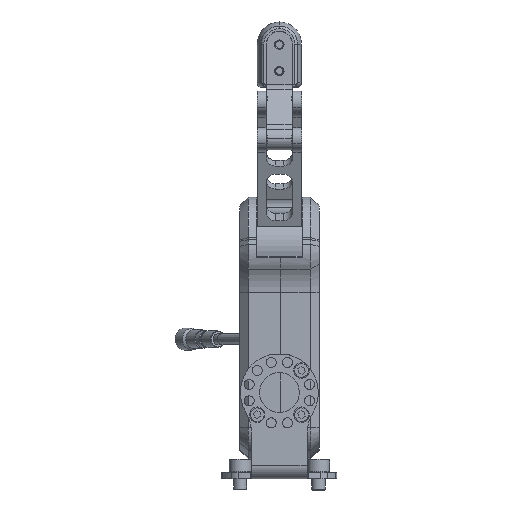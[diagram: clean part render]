
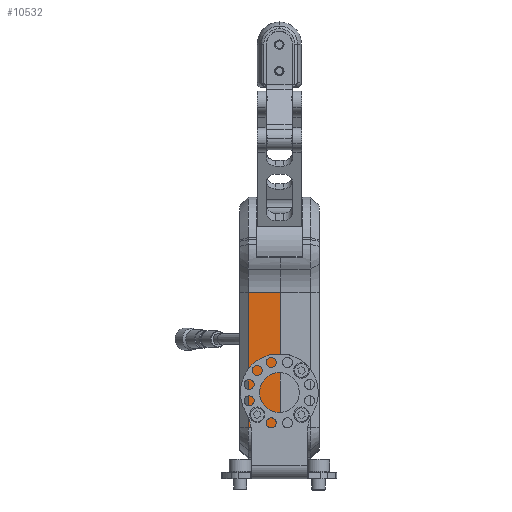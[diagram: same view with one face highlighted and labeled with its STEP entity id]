
A CAD part, left-side view. The second image highlights one B-rep face of the part: STEP entity #10532.
In plain terms, the highlighted planar face has unit normal (-1, 0, 0).
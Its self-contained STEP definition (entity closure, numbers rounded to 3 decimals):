
#175 = EDGE_CURVE ( 'NONE', #8828, #9111, #6521, .T. ) ;
#403 = DIRECTION ( 'NONE',  ( 0., 0., 1. ) ) ;
#412 = DIRECTION ( 'NONE',  ( -1., 0., 0. ) ) ;
#428 = CARTESIAN_POINT ( 'NONE',  ( -27., 1., -21. ) ) ;
#922 = CARTESIAN_POINT ( 'NONE',  ( -27., -9.5, -26.557 ) ) ;
#1063 = DIRECTION ( 'NONE',  ( 0., 0., -1. ) ) ;
#1114 = CARTESIAN_POINT ( 'NONE',  ( -27., 5., -26.557 ) ) ;
#1520 = LINE ( 'NONE', #9318, #11891 ) ;
#1746 = DIRECTION ( 'NONE',  ( 0., 0., -1. ) ) ;
#2977 = ORIENTED_EDGE ( 'NONE', *, *, #175, .T. ) ;
#3671 = VERTEX_POINT ( 'NONE', #13621 ) ;
#4755 = ORIENTED_EDGE ( 'NONE', *, *, #19635, .T. ) ;
#5323 = VECTOR ( 'NONE', #20722, 1000. ) ;
#5847 = VERTEX_POINT ( 'NONE', #10975 ) ;
#6279 = ORIENTED_EDGE ( 'NONE', *, *, #17489, .F. ) ;
#6521 = LINE ( 'NONE', #7641, #15556 ) ;
#6938 = EDGE_CURVE ( 'NONE', #14057, #12685, #11115, .T. ) ;
#7452 = DIRECTION ( 'NONE',  ( 0., 0., 1. ) ) ;
#7583 = ORIENTED_EDGE ( 'NONE', *, *, #23389, .F. ) ;
#7641 = CARTESIAN_POINT ( 'NONE',  ( -27., -9.5, 34. ) ) ;
#8828 = VERTEX_POINT ( 'NONE', #922 ) ;
#9111 = VERTEX_POINT ( 'NONE', #13482 ) ;
#9318 = CARTESIAN_POINT ( 'NONE',  ( -27., 9., 34. ) ) ;
#9720 = CARTESIAN_POINT ( 'NONE',  ( -27., 9., 34. ) ) ;
#9919 = DIRECTION ( 'NONE',  ( 1., 0., 0. ) ) ;
#10532 = ADVANCED_FACE ( 'NONE', ( #12778, #17930 ), #19017, .F. ) ;
#10975 = CARTESIAN_POINT ( 'NONE',  ( -27., 5., -26.557 ) ) ;
#11115 = CIRCLE ( 'NONE', #19615, 2.025 ) ;
#11412 = AXIS2_PLACEMENT_3D ( 'NONE', #9720, #9919, #1746 ) ;
#11891 = VECTOR ( 'NONE', #20322, 1000. ) ;
#12030 = CARTESIAN_POINT ( 'NONE',  ( -27., 1., -23.025 ) ) ;
#12340 = LINE ( 'NONE', #20635, #5323 ) ;
#12685 = VERTEX_POINT ( 'NONE', #12030 ) ;
#12778 = FACE_BOUND ( 'NONE', #23112, .T. ) ;
#13482 = CARTESIAN_POINT ( 'NONE',  ( -27., -9.5, 34. ) ) ;
#13621 = CARTESIAN_POINT ( 'NONE',  ( -27., 5., 34. ) ) ;
#14057 = VERTEX_POINT ( 'NONE', #22557 ) ;
#14495 = LINE ( 'NONE', #1114, #19115 ) ;
#15556 = VECTOR ( 'NONE', #7452, 1000. ) ;
#15824 = EDGE_CURVE ( 'NONE', #5847, #8828, #12340, .T. ) ;
#16640 = EDGE_LOOP ( 'NONE', ( #7583, #4755, #21609, #2977 ) ) ;
#17489 = EDGE_CURVE ( 'NONE', #12685, #14057, #20161, .T. ) ;
#17930 = FACE_OUTER_BOUND ( 'NONE', #16640, .T. ) ;
#19017 = PLANE ( 'NONE',  #11412 ) ;
#19088 = DIRECTION ( 'NONE',  ( 0., 0., 1. ) ) ;
#19111 = DIRECTION ( 'NONE',  ( -1., 0., 0. ) ) ;
#19115 = VECTOR ( 'NONE', #1063, 1000. ) ;
#19137 = CARTESIAN_POINT ( 'NONE',  ( -27., 1., -21. ) ) ;
#19615 = AXIS2_PLACEMENT_3D ( 'NONE', #19137, #19111, #19088 ) ;
#19635 = EDGE_CURVE ( 'NONE', #3671, #5847, #14495, .T. ) ;
#20161 = CIRCLE ( 'NONE', #21918, 2.025 ) ;
#20322 = DIRECTION ( 'NONE',  ( 0., -1., 0. ) ) ;
#20635 = CARTESIAN_POINT ( 'NONE',  ( -27., 9., -26.557 ) ) ;
#20722 = DIRECTION ( 'NONE',  ( 0., -1., 0. ) ) ;
#21609 = ORIENTED_EDGE ( 'NONE', *, *, #15824, .T. ) ;
#21918 = AXIS2_PLACEMENT_3D ( 'NONE', #428, #412, #403 ) ;
#22557 = CARTESIAN_POINT ( 'NONE',  ( -27., 1., -18.975 ) ) ;
#23112 = EDGE_LOOP ( 'NONE', ( #23367, #6279 ) ) ;
#23367 = ORIENTED_EDGE ( 'NONE', *, *, #6938, .F. ) ;
#23389 = EDGE_CURVE ( 'NONE', #3671, #9111, #1520, .T. ) ;
